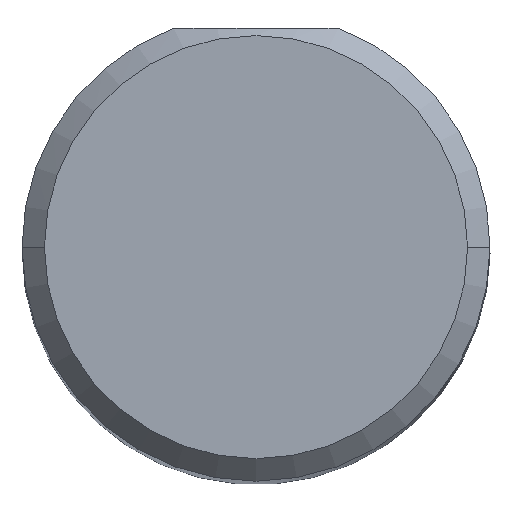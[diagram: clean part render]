
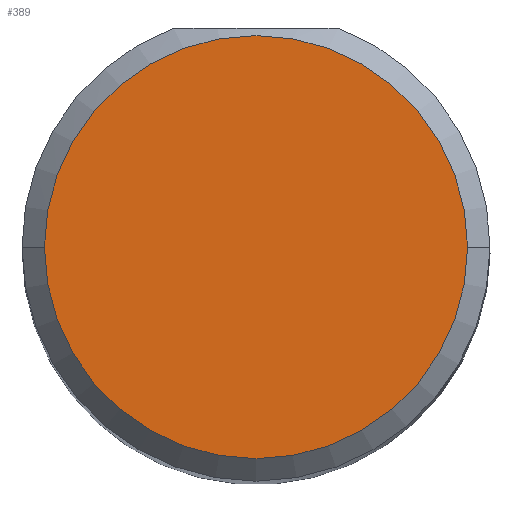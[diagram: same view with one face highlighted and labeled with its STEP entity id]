
A CAD part, top view. The second image highlights one B-rep face of the part: STEP entity #389.
In plain terms, the highlighted planar face has unit normal (0, 0, 1).
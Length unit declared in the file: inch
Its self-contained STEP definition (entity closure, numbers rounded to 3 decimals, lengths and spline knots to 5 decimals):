
#29 = DIRECTION ( 'NONE',  ( 0., 0., 1. ) ) ;
#41 = VERTEX_POINT ( 'NONE', #199 ) ;
#71 = DIRECTION ( 'NONE',  ( 0., 0., 1. ) ) ;
#87 = EDGE_CURVE ( 'NONE', #41, #273, #400, .T. ) ;
#90 = ORIENTED_EDGE ( 'NONE', *, *, #87, .T. ) ;
#114 = CARTESIAN_POINT ( 'NONE',  ( 0., 0., 2.5 ) ) ;
#143 = AXIS2_PLACEMENT_3D ( 'NONE', #114, #71, #550 ) ;
#162 = DIRECTION ( 'NONE',  ( 1., 0., 0. ) ) ;
#199 = CARTESIAN_POINT ( 'NONE',  ( -0.14125, 0., 2.5 ) ) ;
#234 = DIRECTION ( 'NONE',  ( 1., 0., 0. ) ) ;
#273 = VERTEX_POINT ( 'NONE', #505 ) ;
#296 = EDGE_LOOP ( 'NONE', ( #90, #359 ) ) ;
#359 = ORIENTED_EDGE ( 'NONE', *, *, #490, .T. ) ;
#381 = CARTESIAN_POINT ( 'NONE',  ( 0., 0., 2.5 ) ) ;
#385 = FACE_OUTER_BOUND ( 'NONE', #296, .T. ) ;
#389 = ADVANCED_FACE ( 'NONE', ( #385 ), #564, .T. ) ;
#398 = AXIS2_PLACEMENT_3D ( 'NONE', #381, #410, #234 ) ;
#400 = CIRCLE ( 'NONE', #143, 0.14125 ) ;
#410 = DIRECTION ( 'NONE',  ( 0., 0., 1. ) ) ;
#419 = CARTESIAN_POINT ( 'NONE',  ( 0., 0., 2.5 ) ) ;
#436 = CIRCLE ( 'NONE', #398, 0.14125 ) ;
#463 = AXIS2_PLACEMENT_3D ( 'NONE', #419, #29, #162 ) ;
#490 = EDGE_CURVE ( 'NONE', #273, #41, #436, .T. ) ;
#505 = CARTESIAN_POINT ( 'NONE',  ( 0.14125, 0., 2.5 ) ) ;
#550 = DIRECTION ( 'NONE',  ( 1., 0., 0. ) ) ;
#564 = PLANE ( 'NONE',  #463 ) ;
